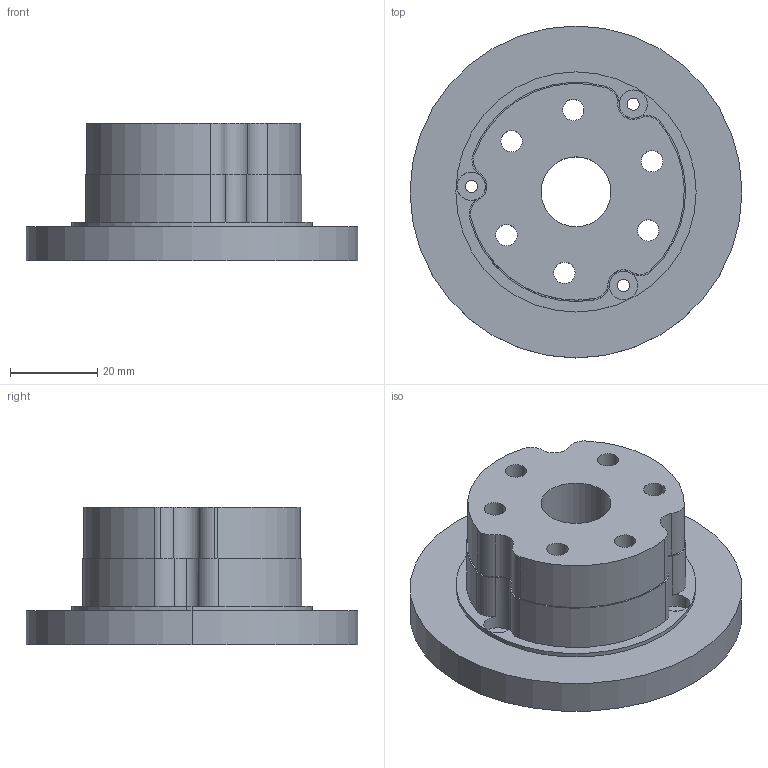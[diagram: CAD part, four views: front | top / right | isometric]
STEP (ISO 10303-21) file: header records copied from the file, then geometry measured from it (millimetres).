
FILE_DESCRIPTION (( 'STEP AP203' ), '1' );
FILE_NAME ('J1_out_shaft.STEP', '2021-03-13T20:17:09', ( '' ), ( '' ), 'SwSTEP 2.0', 'SolidWorks 2020', '' );
FILE_SCHEMA (( 'CONFIG_CONTROL_DESIGN' ));
Length unit declared in the file: millimetre
Products named in the file (1): J1_out_shaft
Bounding box: 76 x 76 x 31.5 mm (x, y, z)
Volume: 69851.1 mm3; surface area: 18988.6 mm2
Topology: 1 solids, 1 shells, 63 faces, 174 edges, 116 vertices
Faces by surface type: cylinder 55, plane 8
Entity records: 2201 total; most frequent: DIRECTION 418, CARTESIAN_POINT 354, ORIENTED_EDGE 348, AXIS2_PLACEMENT_3D 180, EDGE_CURVE 174, CIRCLE 116, VERTEX_POINT 116, EDGE_LOOP 86
